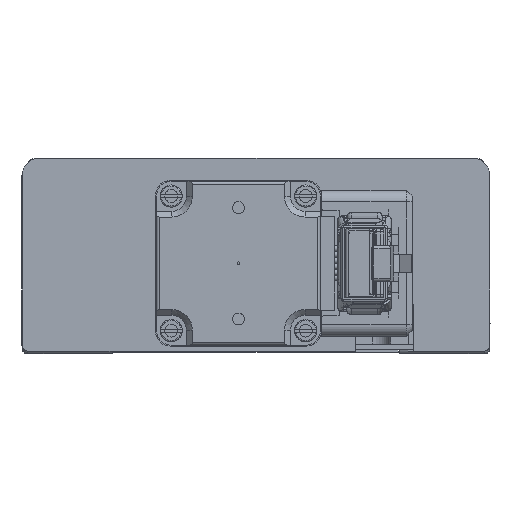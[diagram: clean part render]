
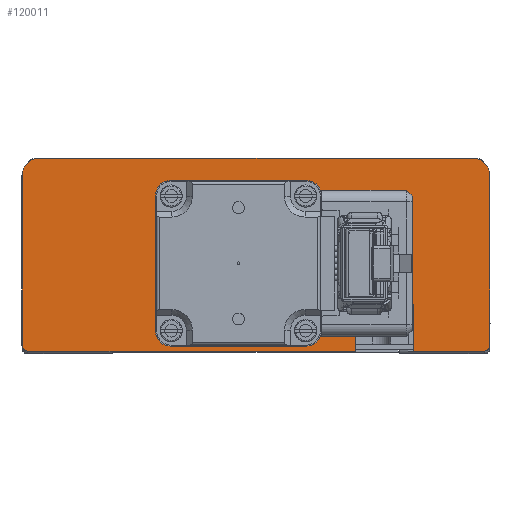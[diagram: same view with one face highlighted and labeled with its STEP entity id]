
A CAD part, front view. The second image highlights one B-rep face of the part: STEP entity #120011.
In plain terms, the highlighted face is planar.
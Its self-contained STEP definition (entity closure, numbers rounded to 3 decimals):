
#4008=LINE('',#197953,#17954);
#4011=LINE('',#197959,#17957);
#4014=LINE('',#197964,#17960);
#4109=LINE('',#198154,#18055);
#4111=LINE('',#198158,#18057);
#4112=LINE('',#198160,#18058);
#4119=LINE('',#198174,#18065);
#4142=LINE('',#198221,#18088);
#17954=VECTOR('',#166519,1000.);
#17957=VECTOR('',#166524,1000.);
#17960=VECTOR('',#166529,1000.);
#18055=VECTOR('',#166696,1000.);
#18057=VECTOR('',#166702,1000.);
#18058=VECTOR('',#166705,1000.);
#18065=VECTOR('',#166722,1000.);
#18088=VECTOR('',#166777,1000.);
#32426=ORIENTED_EDGE('',*,*,#68185,.F.);
#32427=ORIENTED_EDGE('',*,*,#68182,.F.);
#32428=ORIENTED_EDGE('',*,*,#68179,.F.);
#32429=ORIENTED_EDGE('',*,*,#68293,.F.);
#32430=ORIENTED_EDGE('',*,*,#68120,.T.);
#32431=ORIENTED_EDGE('',*,*,#68292,.F.);
#32432=ORIENTED_EDGE('',*,*,#68217,.T.);
#32433=ORIENTED_EDGE('',*,*,#68300,.F.);
#32434=ORIENTED_EDGE('',*,*,#68229,.T.);
#32435=ORIENTED_EDGE('',*,*,#68290,.F.);
#32436=ORIENTED_EDGE('',*,*,#68116,.T.);
#32437=ORIENTED_EDGE('',*,*,#68327,.F.);
#68116=EDGE_CURVE('',#86214,#86213,#98168,.T.);
#68120=EDGE_CURVE('',#86218,#86217,#98170,.T.);
#68179=EDGE_CURVE('',#86272,#86273,#4008,.T.);
#68182=EDGE_CURVE('',#86273,#86275,#4011,.T.);
#68185=EDGE_CURVE('',#86275,#86276,#4014,.T.);
#68217=EDGE_CURVE('',#86302,#86301,#98192,.T.);
#68229=EDGE_CURVE('',#86314,#86313,#98198,.T.);
#68290=EDGE_CURVE('',#86214,#86313,#4109,.T.);
#68292=EDGE_CURVE('',#86302,#86217,#4111,.T.);
#68293=EDGE_CURVE('',#86218,#86272,#4112,.T.);
#68300=EDGE_CURVE('',#86314,#86301,#4119,.T.);
#68327=EDGE_CURVE('',#86276,#86213,#4142,.T.);
#86213=VERTEX_POINT('',#197807);
#86214=VERTEX_POINT('',#197809);
#86217=VERTEX_POINT('',#197816);
#86218=VERTEX_POINT('',#197818);
#86272=VERTEX_POINT('',#197952);
#86273=VERTEX_POINT('',#197954);
#86275=VERTEX_POINT('',#197960);
#86276=VERTEX_POINT('',#197965);
#86301=VERTEX_POINT('',#198027);
#86302=VERTEX_POINT('',#198029);
#86313=VERTEX_POINT('',#198054);
#86314=VERTEX_POINT('',#198056);
#98168=CIRCLE('',#157480,1.);
#98170=CIRCLE('',#157483,1.);
#98192=CIRCLE('',#157525,3.);
#98198=CIRCLE('',#157534,3.);
#100768=EDGE_LOOP('',(#32426,#32427,#32428,#32429,#32430,#32431,#32432,
#32433,#32434,#32435,#32436,#32437));
#108127=FACE_BOUND('',#100768,.T.);
#115449=PLANE('',#157592);
#120011=ADVANCED_FACE('',(#108127),#115449,.F.);
#157480=AXIS2_PLACEMENT_3D('',#197808,#166409,#166410);
#157483=AXIS2_PLACEMENT_3D('',#197817,#166417,#166418);
#157525=AXIS2_PLACEMENT_3D('',#198028,#166574,#166575);
#157534=AXIS2_PLACEMENT_3D('',#198055,#166598,#166599);
#157592=AXIS2_PLACEMENT_3D('',#198286,#166829,#166830);
#166409=DIRECTION('',(0.,0.,1.));
#166410=DIRECTION('',(-1.,0.,0.));
#166417=DIRECTION('',(0.,0.,1.));
#166418=DIRECTION('',(-1.,0.,0.));
#166519=DIRECTION('',(0.,1.,0.));
#166524=DIRECTION('',(-1.,0.,0.));
#166529=DIRECTION('',(0.,-1.,0.));
#166574=DIRECTION('',(0.,0.,1.));
#166575=DIRECTION('',(-1.,0.,0.));
#166598=DIRECTION('',(0.,0.,1.));
#166599=DIRECTION('',(-1.,0.,0.));
#166696=DIRECTION('',(0.,1.,0.));
#166702=DIRECTION('',(0.,-1.,0.));
#166705=DIRECTION('',(-1.,0.,0.));
#166722=DIRECTION('',(1.,0.,0.));
#166777=DIRECTION('',(-1.,0.,0.));
#166829=DIRECTION('',(0.,0.,-1.));
#166830=DIRECTION('',(-1.,0.,0.));
#197807=CARTESIAN_POINT('',(-39.,0.5,303.));
#197808=CARTESIAN_POINT('',(-39.,1.5,303.));
#197809=CARTESIAN_POINT('',(-40.,1.5,303.));
#197816=CARTESIAN_POINT('',(40.,1.5,303.));
#197817=CARTESIAN_POINT('',(39.,1.5,303.));
#197818=CARTESIAN_POINT('',(39.,0.5,303.));
#197952=CARTESIAN_POINT('',(27.,0.5,303.));
#197953=CARTESIAN_POINT('',(27.,0.5,303.));
#197954=CARTESIAN_POINT('',(27.,8.5,303.));
#197959=CARTESIAN_POINT('',(17.,8.5,303.));
#197960=CARTESIAN_POINT('',(17.,8.5,303.));
#197964=CARTESIAN_POINT('',(17.,0.5,303.));
#197965=CARTESIAN_POINT('',(17.,0.5,303.));
#198027=CARTESIAN_POINT('',(37.,33.5,303.));
#198028=CARTESIAN_POINT('',(37.,30.5,303.));
#198029=CARTESIAN_POINT('',(40.,30.5,303.));
#198054=CARTESIAN_POINT('',(-40.,30.5,303.));
#198055=CARTESIAN_POINT('',(-37.,30.5,303.));
#198056=CARTESIAN_POINT('',(-37.,33.5,303.));
#198154=CARTESIAN_POINT('',(-40.,0.5,303.));
#198158=CARTESIAN_POINT('',(40.,0.5,303.));
#198160=CARTESIAN_POINT('',(-40.,0.5,303.));
#198174=CARTESIAN_POINT('',(-40.,33.5,303.));
#198221=CARTESIAN_POINT('',(-40.,0.5,303.));
#198286=CARTESIAN_POINT('',(-40.,0.5,303.));
